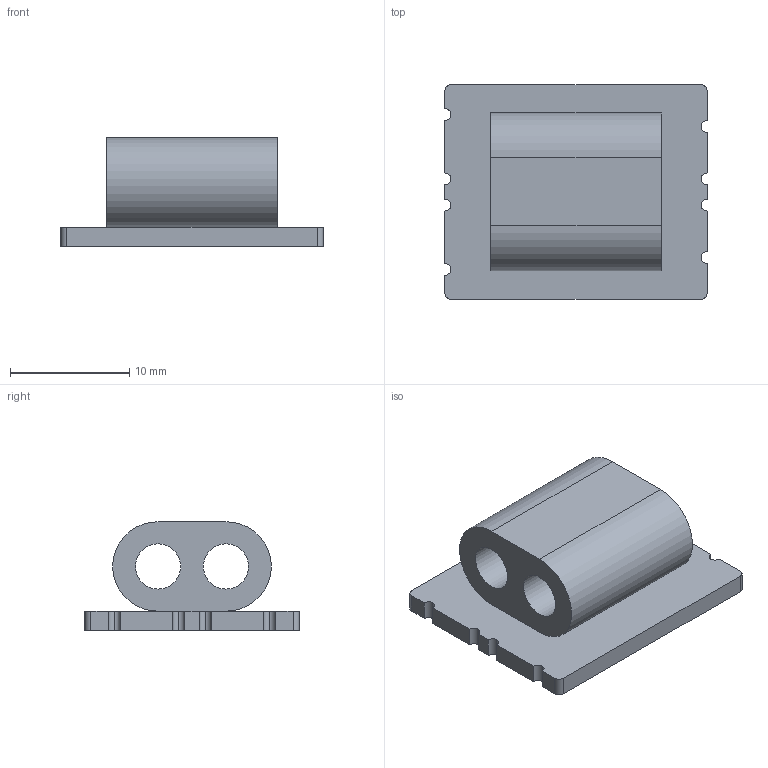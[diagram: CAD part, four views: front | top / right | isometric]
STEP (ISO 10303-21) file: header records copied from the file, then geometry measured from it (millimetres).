
FILE_DESCRIPTION(('FreeCAD Model'),'2;1');
FILE_NAME('Open CASCADE Shape Model','2024-03-22T13:51:35',('TiZed'),('' ),'Open CASCADE STEP processor 7.6','FreeCAD','Unknown');
FILE_SCHEMA(('AUTOMOTIVE_DESIGN { 1 0 10303 214 1 1 1 1 }'));
Length unit declared in the file: millimetre
Products named in the file (6): Directional_Coupler; Board_Geoms_3e21; Pcb_3e21; Step_Virtual_Models_3e21; TopV_3e21; ${REFERENCE}_Extrude_null
Assembly tree (5 placements, depth 4):
  Directional_Coupler
    Board_Geoms_3e21
      Pcb_3e21
    Step_Virtual_Models_3e21
      TopV_3e21
        ${REFERENCE}_Extrude_null
Bounding box: 22 x 18 x 9.1 mm (x, y, z)
Volume: 1555.2 mm3; surface area: 2004.8 mm2
Topology: 2 solids, 2 shells, 153 faces, 447 edges, 298 vertices
Faces by surface type: cylinder 135, plane 18
Full cylindrical faces by diameter (mm): 0.2 x115, 3.8 x2
Entity records: 5820 total; most frequent: DIRECTION 1035, CARTESIAN_POINT 904, ORIENTED_EDGE 894, EDGE_CURVE 447, AXIS2_PLACEMENT_3D 429, FACE_BOUND 387, EDGE_LOOP 387, VERTEX_POINT 298
